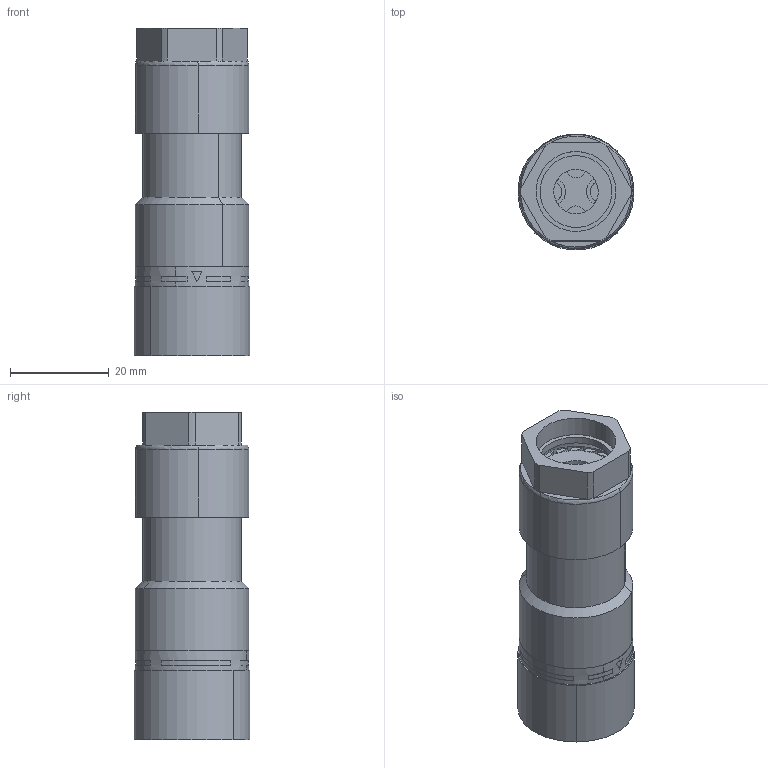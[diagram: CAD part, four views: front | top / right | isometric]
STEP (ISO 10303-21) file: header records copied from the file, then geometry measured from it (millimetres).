
FILE_DESCRIPTION(('CATIA V5 STEP Exchange','CAx-IF Rec.Pracs.--- Model Styling and Organization---1.5--- 2016-08-15','CAx-IF Rec.Pracs.---Supplemental Geometry---1.0---2011-11-01','CAx-IF Rec.Pracs.--- Composite Materials ---1.1---2010-07-15'),'2;1');
FILE_NAME ('D1640226_0', '2025-01-03T09:41:56+00:00', ('none'), ('Weidmueller'), 'CATIA Version 5-6 Release 2022 SP4 HF5', 'CATIA V5 STEP AP214 v3', 'none');
FILE_SCHEMA(('AUTOMOTIVE_DESIGN { 1 0 10303 214 1 1 1 1 }'));
Length unit declared in the file: millimetre
Products named in the file (1): S3D_RC_M_P2_SP
Bounding box: 23.39 x 23.39 x 66.15 mm (x, y, z)
Volume: 16160.6 mm3; surface area: 13627.2 mm2
Topology: 3 solids, 3 shells, 382 faces, 1013 edges, 657 vertices
Faces by surface type: plane 197, cylinder 170, torus 9, cone 4, extrusion 2
Entity records: 11432 total; most frequent: CARTESIAN_POINT 2134, ORIENTED_EDGE 2026, DIRECTION 1479, EDGE_CURVE 1013, AXIS2_PLACEMENT_3D 660, VERTEX_POINT 657, VECTOR 571, LINE 569
